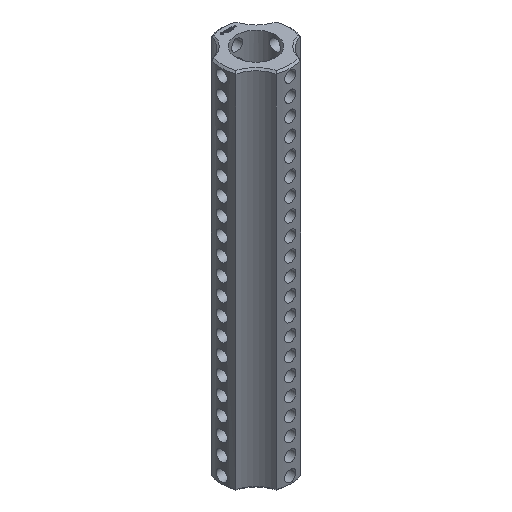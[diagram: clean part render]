
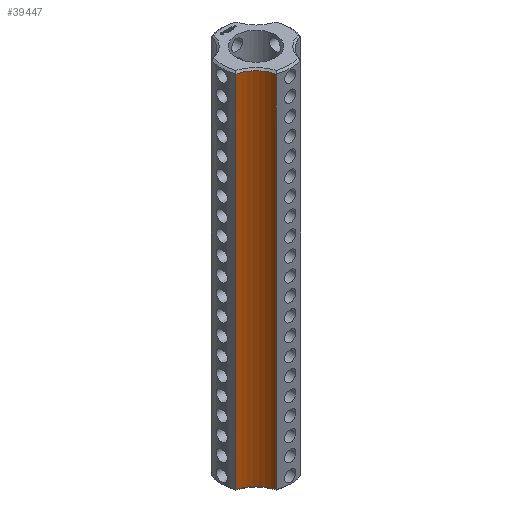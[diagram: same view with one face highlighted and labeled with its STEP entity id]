
A CAD part, isometric view. The second image highlights one B-rep face of the part: STEP entity #39447.
In plain terms, the highlighted cylindrical face has radius 5 mm (diameter 10 mm), a partial arc.
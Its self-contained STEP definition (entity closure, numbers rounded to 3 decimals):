
#4620 = CYLINDRICAL_SURFACE('',#4621,6.25);
#4621 = AXIS2_PLACEMENT_3D('',#4622,#4623,#4624);
#4622 = CARTESIAN_POINT('',(0.,0.,0.));
#4623 = DIRECTION('',(-0.,-0.,-1.));
#4624 = DIRECTION('',(1.,0.,0.));
#10368 = EDGE_CURVE('',#10369,#10371,#10373,.T.);
#10369 = VERTEX_POINT('',#10370);
#10370 = CARTESIAN_POINT('',(-2.225,-5.841,0.3));
#10371 = VERTEX_POINT('',#10372);
#10372 = CARTESIAN_POINT('',(-2.225,-5.841,65.325));
#10373 = SURFACE_CURVE('',#10374,(#10378,#10385),.PCURVE_S1.);
#10374 = LINE('',#10375,#10376);
#10375 = CARTESIAN_POINT('',(-2.225,-5.841,0.));
#10376 = VECTOR('',#10377,1.);
#10377 = DIRECTION('',(0.,0.,1.));
#10378 = PCURVE('',#4620,#10379);
#10379 = DEFINITIONAL_REPRESENTATION('',(#10380),#10384);
#10380 = LINE('',#10381,#10382);
#10381 = CARTESIAN_POINT('',(-4.348,0.));
#10382 = VECTOR('',#10383,1.);
#10383 = DIRECTION('',(-0.,-1.));
#10384 = ( GEOMETRIC_REPRESENTATION_CONTEXT(2) 
PARAMETRIC_REPRESENTATION_CONTEXT() REPRESENTATION_CONTEXT('2D SPACE',''
  ) );
#10385 = PCURVE('',#10386,#10391);
#10386 = CYLINDRICAL_SURFACE('',#10387,5.);
#10387 = AXIS2_PLACEMENT_3D('',#10388,#10389,#10390);
#10388 = CARTESIAN_POINT('',(-7.071,-7.071,0.));
#10389 = DIRECTION('',(-0.,-0.,-1.));
#10390 = DIRECTION('',(1.,0.,0.));
#10391 = DEFINITIONAL_REPRESENTATION('',(#10392),#10396);
#10392 = LINE('',#10393,#10394);
#10393 = CARTESIAN_POINT('',(-0.249,0.));
#10394 = VECTOR('',#10395,1.);
#10395 = DIRECTION('',(-0.,-1.));
#10396 = ( GEOMETRIC_REPRESENTATION_CONTEXT(2) 
PARAMETRIC_REPRESENTATION_CONTEXT() REPRESENTATION_CONTEXT('2D SPACE',''
  ) );
#13880 = CONICAL_SURFACE('',#13881,5.,0.785);
#13881 = AXIS2_PLACEMENT_3D('',#13882,#13883,#13884);
#13882 = CARTESIAN_POINT('',(-7.071,-7.071,0.3));
#13883 = DIRECTION('',(-0.,-0.,-1.));
#13884 = DIRECTION('',(0.969,0.246,0.));
#14082 = CONICAL_SURFACE('',#14083,5.,0.785);
#14083 = AXIS2_PLACEMENT_3D('',#14084,#14085,#14086);
#14084 = CARTESIAN_POINT('',(-7.071,-7.071,65.325));
#14085 = DIRECTION('',(0.,0.,1.));
#14086 = DIRECTION('',(0.969,0.246,0.));
#39447 = ADVANCED_FACE('',(#39448),#10386,.F.);
#39448 = FACE_BOUND('',#39449,.T.);
#39449 = EDGE_LOOP('',(#39450,#39451,#39475,#39503));
#39450 = ORIENTED_EDGE('',*,*,#10368,.T.);
#39451 = ORIENTED_EDGE('',*,*,#39452,.T.);
#39452 = EDGE_CURVE('',#10371,#39453,#39455,.T.);
#39453 = VERTEX_POINT('',#39454);
#39454 = CARTESIAN_POINT('',(-5.841,-2.225,65.325));
#39455 = SURFACE_CURVE('',#39456,(#39461,#39468),.PCURVE_S1.);
#39456 = CIRCLE('',#39457,5.);
#39457 = AXIS2_PLACEMENT_3D('',#39458,#39459,#39460);
#39458 = CARTESIAN_POINT('',(-7.071,-7.071,65.325));
#39459 = DIRECTION('',(0.,-0.,1.));
#39460 = DIRECTION('',(0.969,0.246,0.));
#39461 = PCURVE('',#10386,#39462);
#39462 = DEFINITIONAL_REPRESENTATION('',(#39463),#39467);
#39463 = LINE('',#39464,#39465);
#39464 = CARTESIAN_POINT('',(-0.249,-65.325));
#39465 = VECTOR('',#39466,1.);
#39466 = DIRECTION('',(-1.,0.));
#39467 = ( GEOMETRIC_REPRESENTATION_CONTEXT(2) 
PARAMETRIC_REPRESENTATION_CONTEXT() REPRESENTATION_CONTEXT('2D SPACE',''
  ) );
#39468 = PCURVE('',#14082,#39469);
#39469 = DEFINITIONAL_REPRESENTATION('',(#39470),#39474);
#39470 = LINE('',#39471,#39472);
#39471 = CARTESIAN_POINT('',(0.,0.));
#39472 = VECTOR('',#39473,1.);
#39473 = DIRECTION('',(1.,0.));
#39474 = ( GEOMETRIC_REPRESENTATION_CONTEXT(2) 
PARAMETRIC_REPRESENTATION_CONTEXT() REPRESENTATION_CONTEXT('2D SPACE',''
  ) );
#39475 = ORIENTED_EDGE('',*,*,#39476,.F.);
#39476 = EDGE_CURVE('',#39477,#39453,#39479,.T.);
#39477 = VERTEX_POINT('',#39478);
#39478 = CARTESIAN_POINT('',(-5.841,-2.225,0.3));
#39479 = SURFACE_CURVE('',#39480,(#39484,#39491),.PCURVE_S1.);
#39480 = LINE('',#39481,#39482);
#39481 = CARTESIAN_POINT('',(-5.841,-2.225,0.));
#39482 = VECTOR('',#39483,1.);
#39483 = DIRECTION('',(0.,0.,1.));
#39484 = PCURVE('',#10386,#39485);
#39485 = DEFINITIONAL_REPRESENTATION('',(#39486),#39490);
#39486 = LINE('',#39487,#39488);
#39487 = CARTESIAN_POINT('',(-1.322,0.));
#39488 = VECTOR('',#39489,1.);
#39489 = DIRECTION('',(-0.,-1.));
#39490 = ( GEOMETRIC_REPRESENTATION_CONTEXT(2) 
PARAMETRIC_REPRESENTATION_CONTEXT() REPRESENTATION_CONTEXT('2D SPACE',''
  ) );
#39491 = PCURVE('',#39492,#39497);
#39492 = CYLINDRICAL_SURFACE('',#39493,6.25);
#39493 = AXIS2_PLACEMENT_3D('',#39494,#39495,#39496);
#39494 = CARTESIAN_POINT('',(0.,0.,0.));
#39495 = DIRECTION('',(-0.,-0.,-1.));
#39496 = DIRECTION('',(1.,0.,0.));
#39497 = DEFINITIONAL_REPRESENTATION('',(#39498),#39502);
#39498 = LINE('',#39499,#39500);
#39499 = CARTESIAN_POINT('',(-3.506,0.));
#39500 = VECTOR('',#39501,1.);
#39501 = DIRECTION('',(-0.,-1.));
#39502 = ( GEOMETRIC_REPRESENTATION_CONTEXT(2) 
PARAMETRIC_REPRESENTATION_CONTEXT() REPRESENTATION_CONTEXT('2D SPACE',''
  ) );
#39503 = ORIENTED_EDGE('',*,*,#39504,.F.);
#39504 = EDGE_CURVE('',#10369,#39477,#39505,.T.);
#39505 = SURFACE_CURVE('',#39506,(#39511,#39518),.PCURVE_S1.);
#39506 = CIRCLE('',#39507,5.);
#39507 = AXIS2_PLACEMENT_3D('',#39508,#39509,#39510);
#39508 = CARTESIAN_POINT('',(-7.071,-7.071,0.3));
#39509 = DIRECTION('',(0.,-0.,1.));
#39510 = DIRECTION('',(0.969,0.246,0.));
#39511 = PCURVE('',#10386,#39512);
#39512 = DEFINITIONAL_REPRESENTATION('',(#39513),#39517);
#39513 = LINE('',#39514,#39515);
#39514 = CARTESIAN_POINT('',(-0.249,-0.3));
#39515 = VECTOR('',#39516,1.);
#39516 = DIRECTION('',(-1.,0.));
#39517 = ( GEOMETRIC_REPRESENTATION_CONTEXT(2) 
PARAMETRIC_REPRESENTATION_CONTEXT() REPRESENTATION_CONTEXT('2D SPACE',''
  ) );
#39518 = PCURVE('',#13880,#39519);
#39519 = DEFINITIONAL_REPRESENTATION('',(#39520),#39524);
#39520 = LINE('',#39521,#39522);
#39521 = CARTESIAN_POINT('',(-0.,0.));
#39522 = VECTOR('',#39523,1.);
#39523 = DIRECTION('',(-1.,0.));
#39524 = ( GEOMETRIC_REPRESENTATION_CONTEXT(2) 
PARAMETRIC_REPRESENTATION_CONTEXT() REPRESENTATION_CONTEXT('2D SPACE',''
  ) );
